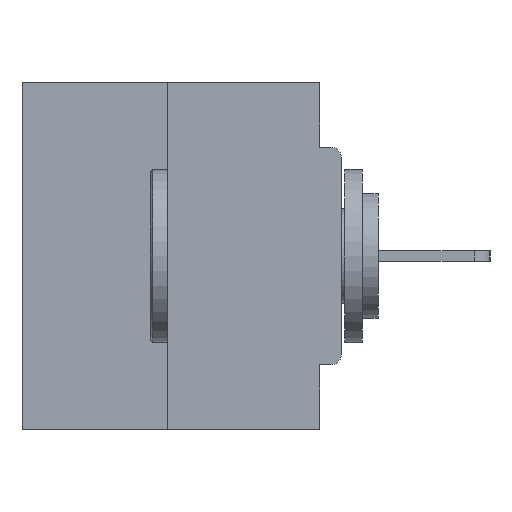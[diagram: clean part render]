
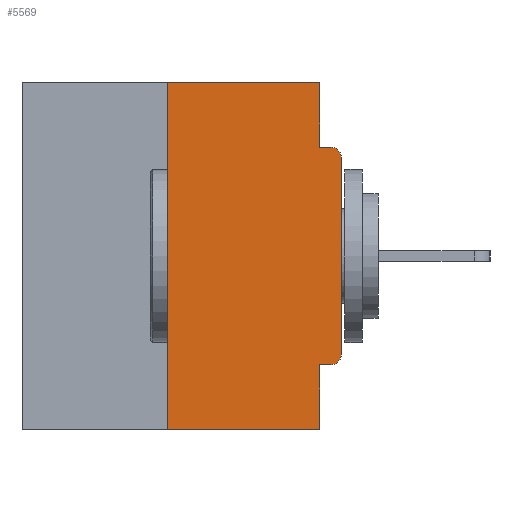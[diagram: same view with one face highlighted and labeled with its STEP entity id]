
A CAD part, left-side view. The second image highlights one B-rep face of the part: STEP entity #5569.
In plain terms, the highlighted planar face has unit normal (-1, 0, 0).
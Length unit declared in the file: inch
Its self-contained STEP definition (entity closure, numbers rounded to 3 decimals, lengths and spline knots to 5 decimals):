
#222 = VERTEX_POINT ( 'NONE', #10128 ) ;
#1161 = DIRECTION ( 'NONE',  ( 0., -1., 0. ) ) ;
#1394 = CARTESIAN_POINT ( 'NONE',  ( 0., 0., 0. ) ) ;
#3629 = EDGE_CURVE ( 'NONE', #26499, #21461, #27625, .T. ) ;
#4633 = DIRECTION ( 'NONE',  ( 0., 0., -1. ) ) ;
#5157 = EDGE_CURVE ( 'NONE', #10429, #22403, #28165, .T. ) ;
#5252 = CARTESIAN_POINT ( 'NONE',  ( 0., 0.031, -0.0935 ) ) ;
#5569 = ADVANCED_FACE ( 'NONE', ( #15619 ), #6452, .F. ) ;
#6311 = DIRECTION ( 'NONE',  ( 0., 1., 0. ) ) ;
#6452 = PLANE ( 'NONE',  #8083 ) ;
#6453 = CARTESIAN_POINT ( 'NONE',  ( 0., 0.46, 0. ) ) ;
#6509 = CARTESIAN_POINT ( 'NONE',  ( 0., 0., -0.4065 ) ) ;
#6804 = DIRECTION ( 'NONE',  ( 1., 0., 0. ) ) ;
#8083 = AXIS2_PLACEMENT_3D ( 'NONE', #29249, #6804, #23629 ) ;
#8561 = VECTOR ( 'NONE', #33960, 39.37008 ) ;
#8841 = DIRECTION ( 'NONE',  ( -1., 0., 0. ) ) ;
#9268 = ORIENTED_EDGE ( 'NONE', *, *, #5157, .F. ) ;
#9677 = CARTESIAN_POINT ( 'NONE',  ( 0., 0., -0.0935 ) ) ;
#10128 = CARTESIAN_POINT ( 'NONE',  ( 0., 0.015, -0.4065 ) ) ;
#10162 = EDGE_CURVE ( 'NONE', #22403, #10453, #31699, .T. ) ;
#10429 = VERTEX_POINT ( 'NONE', #30703 ) ;
#10453 = VERTEX_POINT ( 'NONE', #27922 ) ;
#11056 = VECTOR ( 'NONE', #4633, 39.37008 ) ;
#11483 = EDGE_CURVE ( 'NONE', #10453, #16585, #19331, .T. ) ;
#11758 = CARTESIAN_POINT ( 'NONE',  ( 0., 0., -0.3915 ) ) ;
#11820 = AXIS2_PLACEMENT_3D ( 'NONE', #34235, #8841, #20229 ) ;
#12180 = CARTESIAN_POINT ( 'NONE',  ( 0., 0., -0.1085 ) ) ;
#12727 = ORIENTED_EDGE ( 'NONE', *, *, #11483, .F. ) ;
#12911 = CARTESIAN_POINT ( 'NONE',  ( 0., 0.015, -0.0935 ) ) ;
#13462 = VERTEX_POINT ( 'NONE', #12911 ) ;
#14390 = VECTOR ( 'NONE', #14883, 39.37008 ) ;
#14397 = EDGE_CURVE ( 'NONE', #23686, #31095, #27585, .T. ) ;
#14883 = DIRECTION ( 'NONE',  ( 0., -1., 0. ) ) ;
#14982 = DIRECTION ( 'NONE',  ( 0., 0., -1. ) ) ;
#15394 = CIRCLE ( 'NONE', #11820, 0.015 ) ;
#15493 = LINE ( 'NONE', #6509, #18931 ) ;
#15619 = FACE_OUTER_BOUND ( 'NONE', #25607, .T. ) ;
#15796 = ORIENTED_EDGE ( 'NONE', *, *, #14397, .T. ) ;
#16545 = CARTESIAN_POINT ( 'NONE',  ( 0., 0.031, 0. ) ) ;
#16585 = VERTEX_POINT ( 'NONE', #5252 ) ;
#17003 = ORIENTED_EDGE ( 'NONE', *, *, #20362, .T. ) ;
#18931 = VECTOR ( 'NONE', #6311, 39.37008 ) ;
#19331 = LINE ( 'NONE', #16545, #23885 ) ;
#20049 = ORIENTED_EDGE ( 'NONE', *, *, #24960, .F. ) ;
#20229 = DIRECTION ( 'NONE',  ( 0., 0., -1. ) ) ;
#20362 = EDGE_CURVE ( 'NONE', #31095, #13462, #15394, .T. ) ;
#20692 = CARTESIAN_POINT ( 'NONE',  ( 0., 0.25, 0. ) ) ;
#21053 = DIRECTION ( 'NONE',  ( 0., -1., 0. ) ) ;
#21461 = VERTEX_POINT ( 'NONE', #36352 ) ;
#22403 = VERTEX_POINT ( 'NONE', #20692 ) ;
#22559 = CARTESIAN_POINT ( 'NONE',  ( 0., 0.25, 0. ) ) ;
#22615 = ORIENTED_EDGE ( 'NONE', *, *, #29764, .F. ) ;
#22748 = ORIENTED_EDGE ( 'NONE', *, *, #26039, .T. ) ;
#23204 = EDGE_CURVE ( 'NONE', #222, #23686, #23258, .T. ) ;
#23258 = CIRCLE ( 'NONE', #30379, 0.015 ) ;
#23629 = DIRECTION ( 'NONE',  ( 0., 0., -1. ) ) ;
#23686 = VERTEX_POINT ( 'NONE', #11758 ) ;
#23885 = VECTOR ( 'NONE', #27941, 39.37008 ) ;
#24960 = EDGE_CURVE ( 'NONE', #222, #26499, #15493, .T. ) ;
#25607 = EDGE_LOOP ( 'NONE', ( #35063, #9268, #22748, #28908, #20049, #35502, #15796, #17003, #22615, #12727 ) ) ;
#26039 = EDGE_CURVE ( 'NONE', #10429, #21461, #29573, .T. ) ;
#26499 = VERTEX_POINT ( 'NONE', #33812 ) ;
#26612 = VECTOR ( 'NONE', #21053, 39.37008 ) ;
#26795 = CARTESIAN_POINT ( 'NONE',  ( 0., 0.46, -0.5 ) ) ;
#26927 = DIRECTION ( 'NONE',  ( -1., 0., 0. ) ) ;
#27585 = LINE ( 'NONE', #1394, #34430 ) ;
#27625 = LINE ( 'NONE', #30427, #11056 ) ;
#27865 = VECTOR ( 'NONE', #1161, 39.37008 ) ;
#27922 = CARTESIAN_POINT ( 'NONE',  ( 0., 0.031, 0. ) ) ;
#27941 = DIRECTION ( 'NONE',  ( 0., 0., -1. ) ) ;
#28165 = LINE ( 'NONE', #22559, #8561 ) ;
#28908 = ORIENTED_EDGE ( 'NONE', *, *, #3629, .F. ) ;
#29249 = CARTESIAN_POINT ( 'NONE',  ( 0., 0.46, 0. ) ) ;
#29514 = CARTESIAN_POINT ( 'NONE',  ( 0., 0.015, -0.3915 ) ) ;
#29573 = LINE ( 'NONE', #26795, #27865 ) ;
#29764 = EDGE_CURVE ( 'NONE', #16585, #13462, #32838, .T. ) ;
#30379 = AXIS2_PLACEMENT_3D ( 'NONE', #29514, #26927, #14982 ) ;
#30427 = CARTESIAN_POINT ( 'NONE',  ( 0., 0.031, -0.5 ) ) ;
#30703 = CARTESIAN_POINT ( 'NONE',  ( 0., 0.25, -0.5 ) ) ;
#31095 = VERTEX_POINT ( 'NONE', #12180 ) ;
#31699 = LINE ( 'NONE', #6453, #14390 ) ;
#32832 = DIRECTION ( 'NONE',  ( 0., 0., 1. ) ) ;
#32838 = LINE ( 'NONE', #9677, #26612 ) ;
#33812 = CARTESIAN_POINT ( 'NONE',  ( 0., 0.031, -0.4065 ) ) ;
#33960 = DIRECTION ( 'NONE',  ( 0., 0., 1. ) ) ;
#34235 = CARTESIAN_POINT ( 'NONE',  ( 0., 0.015, -0.1085 ) ) ;
#34430 = VECTOR ( 'NONE', #32832, 39.37008 ) ;
#35063 = ORIENTED_EDGE ( 'NONE', *, *, #10162, .F. ) ;
#35502 = ORIENTED_EDGE ( 'NONE', *, *, #23204, .T. ) ;
#36352 = CARTESIAN_POINT ( 'NONE',  ( 0., 0.031, -0.5 ) ) ;
